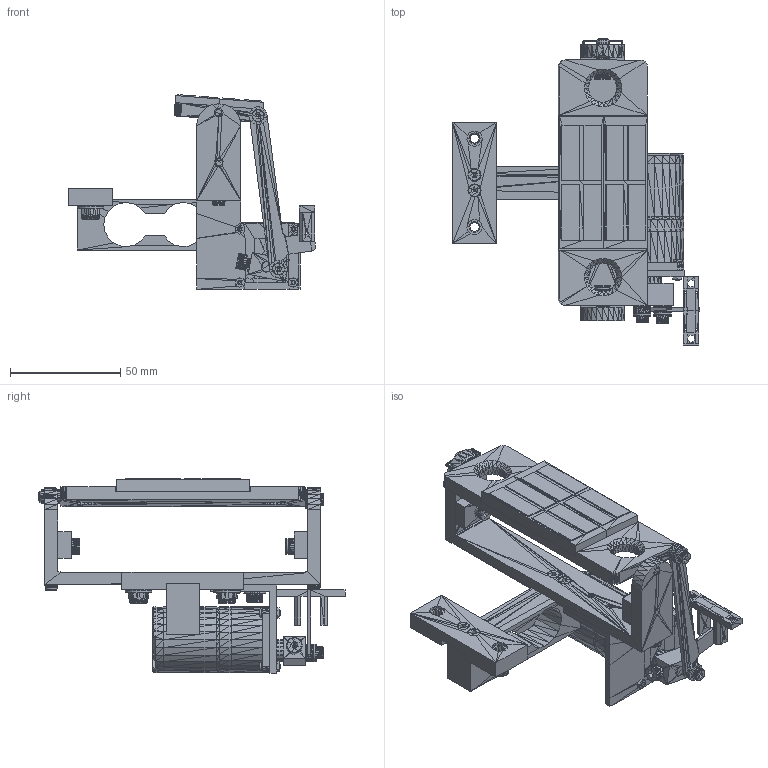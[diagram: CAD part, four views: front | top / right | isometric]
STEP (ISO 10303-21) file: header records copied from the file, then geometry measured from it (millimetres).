
FILE_DESCRIPTION(('HOOPS Exchange Step'),'2;1');
FILE_NAME('339a7c9bd4ef57c43a7e1b6d05fddd5620201222-1-zacg0f.SLDASM.step','2020-12-22T19:01:40+00:00',('root'),('Unknown organisation'),'HOOPS Exchange 2019.2','HOOPS Exchange','Unknown authorisation');
FILE_SCHEMA( ('AUTOMOTIVE_DESIGN { 1 0 10303 214 1 1 1 1 }') );
Length unit declared in the file: millimetre
Products named in the file (57): Support moteur agitation-1; Etrier jeux compense-1; Capteur de pesage-1; Support de jauge butée base-1; Clips de verrouillage-1; Vis CHC M4 x 12 Inox-2; Vis CHC M4 x 12 Inox-1; Cale de butée ext-2; Cale de butée ext-1; Moteur F2130-1; Réducteur GS30-1; Moto-réducteur-1; Vis CHC M3 x 12-3; Vis CHC M3 x 12-2; Vis CHC M3 x 12-1; Ecrou H M2-4; Ecrou H M2-3; Vis Tête fendu M2 x 8-2; Vis Tête fendu M2 x 8-1; Rondelle MN 4 ZN-2; Rondelle MN 4 ZN-1; Vis CHC M4 x 8-2; Vis CHC M4 x 8-1; Ecrou H M2-2; Ecrou H M2-1; Vis Tête fendu M2 x 8-4; Vis Tête fendu M2 x 8-3; Vis Tête fendu M3 x 8-2; Vis Tête fendu M3 x 8-1; Rondelle eventail M3-2; Rondelle eventail M3-1; Vis CHC M3 x 12-4; Ensemble Pesage-2; Réducteur Axe-1; Axe court-1; Support plateau agitation jeux compense-1; Aimant-2; Aimant-1; Vis CHC M3 x 12 Inox-1; Rondelle MU 3 laiton-1 ...
Assembly tree (56 placements, depth 5):
  339a7c9bd4ef57c43a7e1b6d05fddd5620201222-1-zacg0f
    Défaut
      Ensemble Pesage-2
        Support moteur agitation-1
        Etrier jeux compense-1
        Capteur de pesage-1
        Support de jauge butée base-1
        Clips de verrouillage-1
        Vis CHC M4 x 12 Inox-2
        Vis CHC M4 x 12 Inox-1
        Cale de butée ext-2
        Cale de butée ext-1
        Moto-réducteur-1
          Moteur F2130-1
          Réducteur GS30-1
        Vis CHC M3 x 12-3
        Vis CHC M3 x 12-2
        Vis CHC M3 x 12-1
        Ecrou H M2-4
        Ecrou H M2-3
        Vis Tête fendu M2 x 8-2
        Vis Tête fendu M2 x 8-1
        Rondelle MN 4 ZN-2
        Rondelle MN 4 ZN-1
        Vis CHC M4 x 8-2
        Vis CHC M4 x 8-1
        Ecrou H M2-2
        Ecrou H M2-1
        Vis Tête fendu M2 x 8-4
        Vis Tête fendu M2 x 8-3
        Vis Tête fendu M3 x 8-2
        Vis Tête fendu M3 x 8-1
        Rondelle eventail M3-2
        Rondelle eventail M3-1
        Vis CHC M3 x 12-4
      Réducteur Axe-1
      Support plateau agitation équipé-1
        Axe court-1
        Support plateau agitation jeux compense-1
        Aimant-2
        Aimant-1
        Vis CHC M3 x 12 Inox-1
        Rondelle MU 3 laiton-1
        Rondelle epaulée-1
        Axe long-1
      Bielle-1
      Biellette équipée-1
        Vis CHC M3 x 12-1
        Vis CHC M4 x 8-1
        Rondelle epaulée-1
        Rondelle MU 3 laiton-1
        Biellette-1
      Ecrou M5 Nylstop-1
      Ecrou M5 Nylstop-2
      Rondelle MN 5 ZN-1
      Rondelle MN 5 ZN-2
      Fourchette capteur-1
Bounding box: 111.84 x 138.6 x 88.12 mm (x, y, z)
Volume: 18078.7 mm3; surface area: 65568.8 mm2
Topology: 6 solids, 62 shells, 23149 faces, 39266 edges, 15824 vertices
Faces by surface type: plane 23149
Entity records: 202614 total; most frequent: DIRECTION 46524, CARTESIAN_POINT 39086, AXIS2_PLACEMENT_3D 23262, PLANE 23149, POLY_LOOP 23149, FACE_OUTER_BOUND 23149, FACE_SURFACE 23149, PRODUCT_DEFINITION_SHAPE 113
